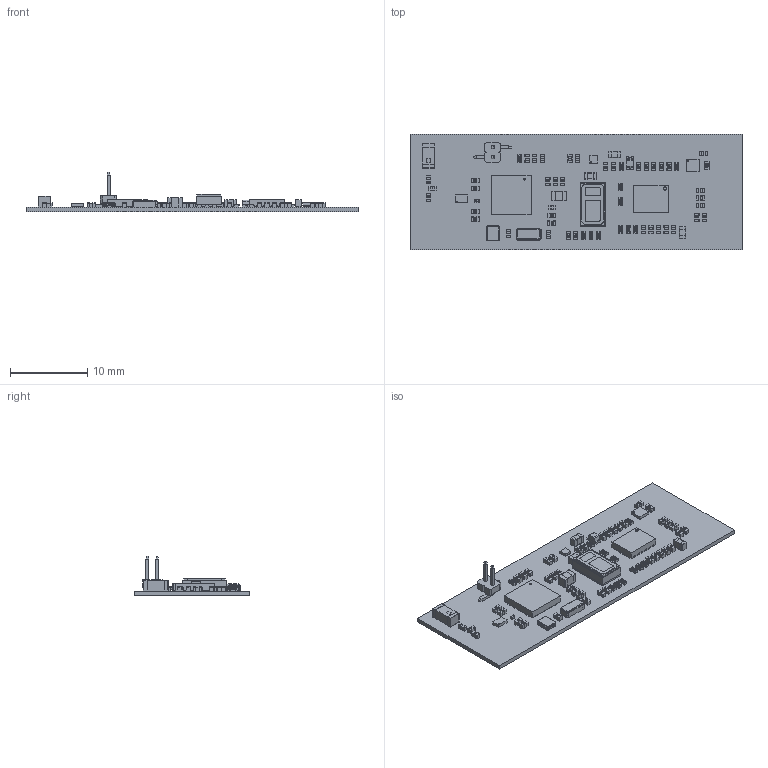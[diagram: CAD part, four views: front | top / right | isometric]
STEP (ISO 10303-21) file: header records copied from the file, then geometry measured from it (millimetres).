
FILE_DESCRIPTION(('Open CASCADE Model'),'2;1');
FILE_NAME('Open CASCADE Shape Model','2025-04-02T11:01:23',('Author'),( 'Open CASCADE'),'Open CASCADE STEP processor 7.5','Open CASCADE 7.5' ,'Unknown');
FILE_SCHEMA(('AUTOMOTIVE_DESIGN { 1 0 10303 214 1 1 1 1 }'));
Length unit declared in the file: millimetre
Products named in the file (101): PCB; Board; Open CASCADE STEP translator 7.5 3.1.1; RF1; 2450AT18A0100001E; C3; C0402C104K3RACTU; X101; 6786973520; X100; ECX-.327-CDX-1293--3DModel-STEP-56544; U400; MAX30102EFD_T; U200; 6786974560; U100; 6786977040; U2; TPS7A0218PDQNR; U1; BQ27427YZFR; R402; User Library-User Library-RES0402-2; R401; R400; R205; R204; R203; R202; R201; R200; R2; R1; L101; STEP-WE-PMI-0805_STD-rev1; core; Pad; L100; LQG15HN22NJ02D; L2 ...
Assembly tree (150 placements, depth 4):
  PCB
    Board
      Open CASCADE STEP translator 7.5 3.1.1
    RF1
      2450AT18A0100001E
    C3
      C0402C104K3RACTU
    X101
      6786973520
    X100
      ECX-.327-CDX-1293--3DModel-STEP-56544
    U400
      MAX30102EFD_T
    U200
      6786974560
    U100
      6786977040
    U2
      TPS7A0218PDQNR
    U1
      BQ27427YZFR
    R402
      User Library-User Library-RES0402-2
    R401
      User Library-User Library-RES0402-2
    R400
      User Library-User Library-RES0402-2
    R205
      User Library-User Library-RES0402-2
    R204
      User Library-User Library-RES0402-2
    R203
      User Library-User Library-RES0402-2
    R202
      User Library-User Library-RES0402-2
    R201
      User Library-User Library-RES0402-2
    R200
      User Library-User Library-RES0402-2
    R2
      User Library-User Library-RES0402-2
    R1
      User Library-User Library-RES0402-2
    L101
      STEP-WE-PMI-0805_STD-rev1
        core
        Pad  x2
    L100
      LQG15HN22NJ02D
    L2
      LQG15HN22NJ02D
    L1
      LQG15HN22NJ02D
    J1
      m50-3630242
        Open CASCADE STEP translator 7.5 3.26.1.1
        Open CASCADE STEP translator 7.5 3.26.1.2
        Open CASCADE STEP translator 7.5 3.26.1.3
    D200
      User Library-LTST-C190GKT
Bounding box: 43 x 15 x 5.05 mm (x, y, z)
Volume: 470.9 mm3; surface area: 2084.9 mm2
Topology: 359 solids, 359 shells, 8608 faces, 20835 edges, 12208 vertices
Faces by surface type: plane 5069, cylinder 2342, sphere 876, bspline 317, torus 4
Full cylindrical faces by diameter (mm): 0.051 x1, 0.258 x1
Entity records: 67275 total; most frequent: CARTESIAN_POINT 13159, DIRECTION 9302, ORIENTED_EDGE 9056, EDGE_CURVE 4528, LINE 3584, VECTOR 3584, VERTEX_POINT 2910, AXIS2_PLACEMENT_3D 2859
